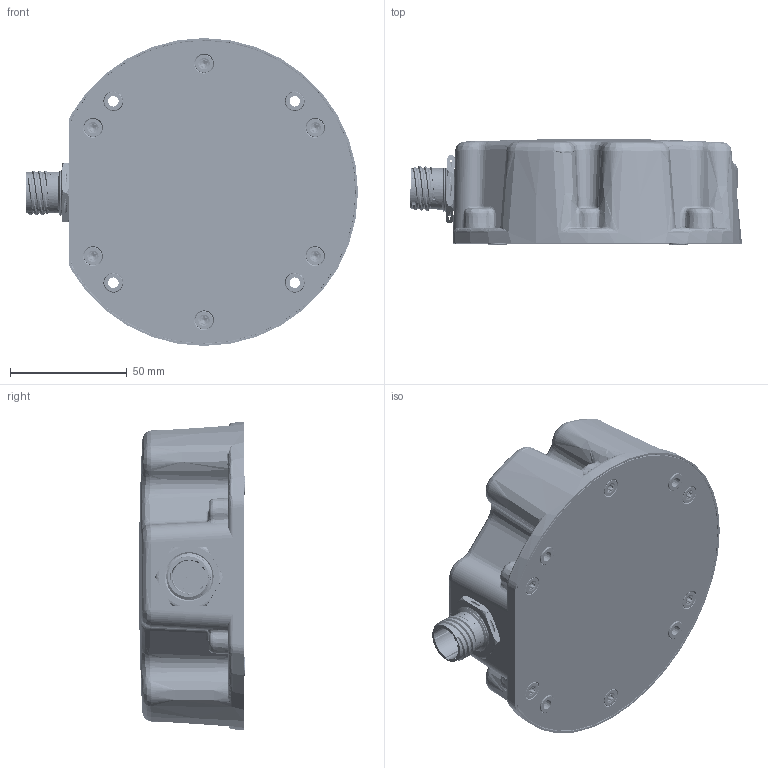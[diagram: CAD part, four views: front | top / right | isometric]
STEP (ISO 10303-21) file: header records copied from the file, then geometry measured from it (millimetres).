
FILE_DESCRIPTION (( 'STEP AP214' ), '1' );
FILE_NAME ('00180794-A_ADVANS_GNSS_3D.STEP', '2020-12-04T09:50:26', ( '' ), ( '' ), 'SwSTEP 2.0', 'SolidWorks 2016', '' );
FILE_SCHEMA (( 'AUTOMOTIVE_DESIGN' ));
Length unit declared in the file: millimetre
Products named in the file (242): 201008-JOINT-DECOUPE; MID_BODY-331047_AF4_ASM_1_ASM; OPEN_CASCADE_STEP_TRANSL-3310_1; 6512338608_AF1_ASM_1_1_ASM; OPEN_CASCADE_STEP_TRANSL-2875_1; OPEN_CASCADE_STEP_TRANSL-342185; C111_ASM_1_ASM; D104_ASM_1_ASM; 5965004320_ASM_1_ASM; OPEN_CASCADE_STEP_TRANSL-_AF112; 201008-BOITIER-PLASTIQUE; MID_BODY-53802_ASM_1_ASM; 6511699632_ASM_1_ASM; EXTRUDED-288417_AF8_1_1; TV07-11_F459_5_1; OPEN_CASCADE_STEP_TRANSL-344895; OPEN_CASCADE_STEP_TRANSLA-528_1; MID_BODY-346736_ASM_1_ASM; FIL_MURATA_NFM3DC_AF0_1_1; 5964995600_ASM_1_1_ASM; BODY-280553_AF1_ASM_1_1_ASM; MID_BODY-345381_ASM_1_ASM; OPEN_CASCADE_STEP_TRANSLA-538_1; EXTRUDED-288624_AF2_1_1; OPEN_CASCADE_STEP_TRANSL-3201_1; OPEN_CASCADE_STEP_TRANSL-339002; 5964995120_ASM_1_1_ASM; TERMINAL-330074_AF4_ASM_1_ASM; C107_ASM_1_ASM; EXTRUDED-288624_AF1_1_1; SPACERFIX-07M030HBX100X; C102_ASM_1_ASM; OPEN_CASCADE_STEP_TRANSL-339971; EXTRUDED-288417_AF7_1_1; OPEN_CASCADE_STEP_TRANSL-346250; 00-RAYON-NAPPE; EXTRUDED-288417_1; FL106_ASM_1_ASM; MID_BODY-339961_ASM_1_ASM; TV07-11_F459_4_1 ...
Assembly tree (281 placements, depth 6):
  00180794-A_ADVANS_GNSS_3D
    201008-PLATINE-INOX-SERTIE_ASM
      201008-PLATINE-INOX
      SPACERFIX-07M030HBX100X  x4
    201008-JOINT-DECOUPE
    ENTRETOISE-M3-L15  x4
    VISCZXNFE25-111_M3-6  x4
    201008-BOITIER-PLAST-INSERTS_ASM
      201008-BOITIER-PLASTIQUE
      INSERT_40_TH040H075  x6
      GORE-POLYVENT-PMF100585
      GORE-POLYVENT-ECROU-M12
    VIS-F90-M4-TORX  x6
    201008-CARTE-CONNECTEUR_ASM
      BOARD_AF0_ASM_1_1_ASM
        OPEN_CASCADE_STEP_TRANSLAT-_AF5
        OPEN_CASCADE_STEP_TRANSLA-1_A_1
      MIRE5_ASM_1_ASM
        6512731904_ASM_1_1_ASM
          EXTRUDED-54954_1_1
      MIRE4_AF0_ASM_1_1_ASM
        6512731904_AF2_ASM_1_ASM
          EXTRUDED-54954_AF2_1
      V102_AF0_ASM_1_1_ASM
        VISCZXNFE25-111_M3-8_A4-70_AF_1
      V101_AF0_ASM_1_1_ASM
        VISCZXNFE25-111_M3-8_A4-70_AF_2
      V100_AF0_ASM_1_1_ASM
        VISCZXNFE25-111_M3-8_A4-70_AF_3
      J100_ASM_1_ASM
        TV07-11_F459_ASM_1_ASM
          TV07-11_F459_2_1
          TV07-11_F459_3_3
          TV07-11_F459_4_1
          TV07-11_F459_5_1
      FL107_ASM_1_ASM
        FIL_MURATA_NFM3DC_1
      FL106_ASM_1_ASM
        FIL_MURATA_NFM3DC_1
      FL105_AF0_ASM_1_1_ASM
        FIL_MURATA_NFM3DC_AF0_1_1
      FL104_ASM_1_ASM
        FIL_MURATA_NFM3DC_1
      FL103_ASM_1_ASM
        FIL_MURATA_NFM3DC_1
      FL102_AF0_ASM_1_1_ASM
        FIL_MURATA_NFM3DC_AF1_1_1
      FL101_AF0_ASM_1_1_ASM
        FIL_MURATA_NFM3DC_AF2_1_1
      FL100_AF0_ASM_1_1_ASM
        FIL_MURATA_NFM3DC_AF3_1_1
      D203_AF0_ASM_1_1_ASM
        5964998480_AF0_ASM_1_1_ASM
          BODY-277317_AF0_ASM_1_1_ASM
            OPEN_CASCADE_STEP_TRANSL-27_A_1
          LEAD-279926_AF0_1_1
          LEAD-279926_AF1_1_1
      D202_AF0_ASM_1_1_ASM
        5965002160_AF0_ASM_1_1_ASM
          BODY-280553_AF0_ASM_1_1_ASM
Bounding box: 142.33 x 45.2 x 132 mm (x, y, z)
Volume: 135995.3 mm3; surface area: 124226.2 mm2
Topology: 153 solids, 156 shells, 7954 faces, 20622 edges, 12920 vertices
Faces by surface type: plane 5159, cylinder 1487, bspline 854, cone 454
Entity records: 237226 total; most frequent: CARTESIAN_POINT 86056, ORIENTED_EDGE 23181, DIRECTION 20279, EDGE_CURVE 11593, VERTEX_POINT 7326, AXIS2_PLACEMENT_3D 6792, LINE 6695, VECTOR 6695
